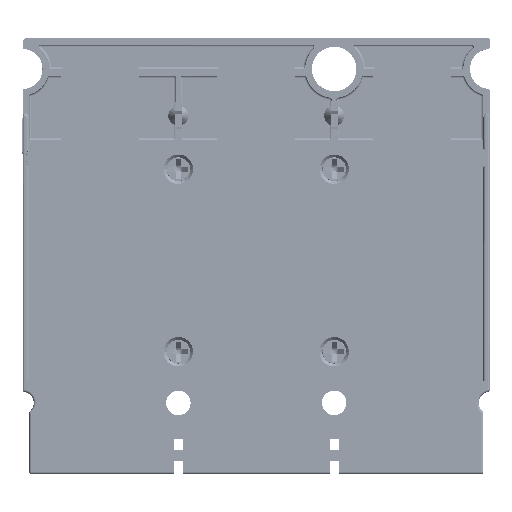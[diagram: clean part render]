
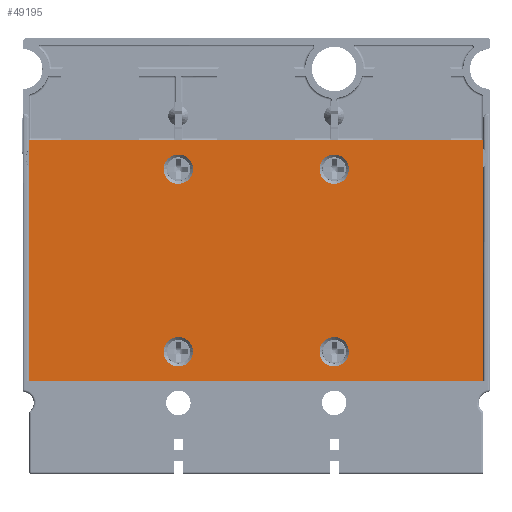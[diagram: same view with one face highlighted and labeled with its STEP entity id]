
A CAD part, front view. The second image highlights one B-rep face of the part: STEP entity #49195.
In plain terms, the highlighted planar face has unit normal (0, -1, 0).
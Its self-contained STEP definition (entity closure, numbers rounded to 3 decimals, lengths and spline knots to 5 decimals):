
#48779=CARTESIAN_POINT('',(0.,-0.0329,-0.0235));
#48780=DIRECTION('',(0.,1.,0.));
#48781=DIRECTION('',(1.,0.,0.));
#48782=AXIS2_PLACEMENT_3D('',#48779,#48780,#48781);
#48784=CARTESIAN_POINT('',(0.,-0.0329,-0.0235));
#48785=DIRECTION('',(0.,1.,0.));
#48786=DIRECTION('',(-1.,0.,0.));
#48787=AXIS2_PLACEMENT_3D('',#48784,#48785,#48786);
#48789=CARTESIAN_POINT('',(0.035,-0.0329,-0.0235));
#48790=DIRECTION('',(0.,1.,0.));
#48791=DIRECTION('',(1.,0.,0.));
#48792=AXIS2_PLACEMENT_3D('',#48789,#48790,#48791);
#48794=CARTESIAN_POINT('',(0.035,-0.0329,-0.0235));
#48795=DIRECTION('',(0.,1.,0.));
#48796=DIRECTION('',(-1.,0.,0.));
#48797=AXIS2_PLACEMENT_3D('',#48794,#48795,#48796);
#48799=CARTESIAN_POINT('',(0.,-0.0329,0.0175));
#48800=DIRECTION('',(0.,1.,0.));
#48801=DIRECTION('',(1.,0.,0.));
#48802=AXIS2_PLACEMENT_3D('',#48799,#48800,#48801);
#48804=CARTESIAN_POINT('',(0.,-0.0329,0.0175));
#48805=DIRECTION('',(0.,1.,0.));
#48806=DIRECTION('',(-1.,0.,0.));
#48807=AXIS2_PLACEMENT_3D('',#48804,#48805,#48806);
#48809=CARTESIAN_POINT('',(0.035,-0.0329,0.0175));
#48810=DIRECTION('',(0.,1.,0.));
#48811=DIRECTION('',(0.,0.,1.));
#48812=AXIS2_PLACEMENT_3D('',#48809,#48810,#48811);
#48814=CARTESIAN_POINT('',(0.035,-0.0329,0.0175));
#48815=DIRECTION('',(0.,1.,0.));
#48816=DIRECTION('',(-1.,0.,0.));
#48817=AXIS2_PLACEMENT_3D('',#48814,#48815,#48816);
#48819=CARTESIAN_POINT('',(0.035,-0.0329,0.0175));
#48820=DIRECTION('',(0.,1.,0.));
#48821=DIRECTION('',(0.,0.,-1.));
#48822=AXIS2_PLACEMENT_3D('',#48819,#48820,#48821);
#48824=CARTESIAN_POINT('',(0.035,-0.0329,0.0175));
#48825=DIRECTION('',(0.,1.,0.));
#48826=DIRECTION('',(1.,0.,0.));
#48827=AXIS2_PLACEMENT_3D('',#48824,#48825,#48826);
#48829=DIRECTION('',(1.,0.,0.));
#48830=VECTOR('',#48829,0.102);
#48831=CARTESIAN_POINT('',(-0.0335,-0.0329,-0.03));
#48832=LINE('',#48831,#48830);
#48930=DIRECTION('',(0.,0.,1.));
#48931=VECTOR('',#48930,0.054);
#48932=CARTESIAN_POINT('',(-0.0335,-0.0329,-0.03));
#48933=LINE('',#48932,#48931);
#48942=DIRECTION('',(1.,0.,0.));
#48943=VECTOR('',#48942,0.102);
#48944=CARTESIAN_POINT('',(-0.0335,-0.0329,0.024));
#48945=LINE('',#48944,#48943);
#48962=DIRECTION('',(0.,0.,-1.));
#48963=VECTOR('',#48962,0.054);
#48964=CARTESIAN_POINT('',(0.0685,-0.0329,0.024));
#48965=LINE('',#48964,#48963);
#48994=CARTESIAN_POINT('',(-0.0335,-0.0329,-0.03));
#48995=CARTESIAN_POINT('',(0.0685,-0.0329,-0.03));
#48996=VERTEX_POINT('',#48994);
#48997=VERTEX_POINT('',#48995);
#48998=CARTESIAN_POINT('',(-0.0335,-0.0329,0.024));
#48999=VERTEX_POINT('',#48998);
#49000=CARTESIAN_POINT('',(0.0685,-0.0329,0.024));
#49001=VERTEX_POINT('',#49000);
#49002=CARTESIAN_POINT('',(0.0317,-0.0329,
0.0175));
#49003=CARTESIAN_POINT('',(0.035,-0.0329,0.0208));
#49004=VERTEX_POINT('',#49002);
#49005=VERTEX_POINT('',#49003);
#49006=CARTESIAN_POINT('',(0.035,-0.0329,0.0142));
#49007=VERTEX_POINT('',#49006);
#49008=CARTESIAN_POINT('',(0.0383,-0.0329,
0.0175));
#49009=VERTEX_POINT('',#49008);
#49010=CARTESIAN_POINT('',(-0.0033,-0.0329,0.0175));
#49011=CARTESIAN_POINT('',(0.0033,-0.0329,0.0175));
#49012=VERTEX_POINT('',#49010);
#49013=VERTEX_POINT('',#49011);
#49014=CARTESIAN_POINT('',(0.0317,-0.0329,-0.0235));
#49015=CARTESIAN_POINT('',(0.0383,-0.0329,-0.0235));
#49016=VERTEX_POINT('',#49014);
#49017=VERTEX_POINT('',#49015);
#49018=CARTESIAN_POINT('',(-0.0033,-0.0329,-0.0235));
#49019=CARTESIAN_POINT('',(0.0033,-0.0329,-0.0235));
#49020=VERTEX_POINT('',#49018);
#49021=VERTEX_POINT('',#49019);
#49153=CARTESIAN_POINT('',(0.0175,-0.0329,-0.02));
#49154=DIRECTION('',(0.,-1.,0.));
#49155=DIRECTION('',(-1.,0.,0.));
#49156=AXIS2_PLACEMENT_3D('',#49153,#49154,#49155);
#49157=PLANE('',#49156);
#49159=ORIENTED_EDGE('',*,*,#49158,.F.);
#49161=ORIENTED_EDGE('',*,*,#49160,.T.);
#49163=ORIENTED_EDGE('',*,*,#49162,.T.);
#49165=ORIENTED_EDGE('',*,*,#49164,.T.);
#49166=EDGE_LOOP('',(#49159,#49161,#49163,#49165));
#49167=FACE_OUTER_BOUND('',#49166,.F.);
#49169=ORIENTED_EDGE('',*,*,#49168,.F.);
#49171=ORIENTED_EDGE('',*,*,#49170,.F.);
#49172=EDGE_LOOP('',(#49169,#49171));
#49173=FACE_BOUND('',#49172,.F.);
#49175=ORIENTED_EDGE('',*,*,#49174,.F.);
#49177=ORIENTED_EDGE('',*,*,#49176,.F.);
#49178=EDGE_LOOP('',(#49175,#49177));
#49179=FACE_BOUND('',#49178,.F.);
#49181=ORIENTED_EDGE('',*,*,#49180,.F.);
#49183=ORIENTED_EDGE('',*,*,#49182,.F.);
#49185=ORIENTED_EDGE('',*,*,#49184,.F.);
#49187=ORIENTED_EDGE('',*,*,#49186,.F.);
#49188=EDGE_LOOP('',(#49181,#49183,#49185,#49187));
#49189=FACE_BOUND('',#49188,.F.);
#49190=ORIENTED_EDGE('',*,*,#49136,.F.);
#49192=ORIENTED_EDGE('',*,*,#49191,.F.);
#49193=EDGE_LOOP('',(#49190,#49192));
#49194=FACE_BOUND('',#49193,.F.);
#49195=ADVANCED_FACE('',(#49167,#49173,#49179,#49189,#49194),#49157,.T.);
#48783=CIRCLE('',#48782,0.0033);
#48788=CIRCLE('',#48787,0.0033);
#48793=CIRCLE('',#48792,0.0033);
#48798=CIRCLE('',#48797,0.0033);
#48803=CIRCLE('',#48802,0.0033);
#48808=CIRCLE('',#48807,0.0033);
#48813=CIRCLE('',#48812,0.0033);
#48818=CIRCLE('',#48817,0.0033);
#48823=CIRCLE('',#48822,0.0033);
#48828=CIRCLE('',#48827,0.0033);
#49136=EDGE_CURVE('',#49021,#49020,#48783,.T.);
#49158=EDGE_CURVE('',#48996,#48997,#48832,.T.);
#49160=EDGE_CURVE('',#48996,#48999,#48933,.T.);
#49162=EDGE_CURVE('',#48999,#49001,#48945,.T.);
#49164=EDGE_CURVE('',#49001,#48997,#48965,.T.);
#49168=EDGE_CURVE('',#49017,#49016,#48793,.T.);
#49170=EDGE_CURVE('',#49016,#49017,#48798,.T.);
#49174=EDGE_CURVE('',#49013,#49012,#48803,.T.);
#49176=EDGE_CURVE('',#49012,#49013,#48808,.T.);
#49180=EDGE_CURVE('',#49005,#49009,#48813,.T.);
#49182=EDGE_CURVE('',#49004,#49005,#48818,.T.);
#49184=EDGE_CURVE('',#49007,#49004,#48823,.T.);
#49186=EDGE_CURVE('',#49009,#49007,#48828,.T.);
#49191=EDGE_CURVE('',#49020,#49021,#48788,.T.);
